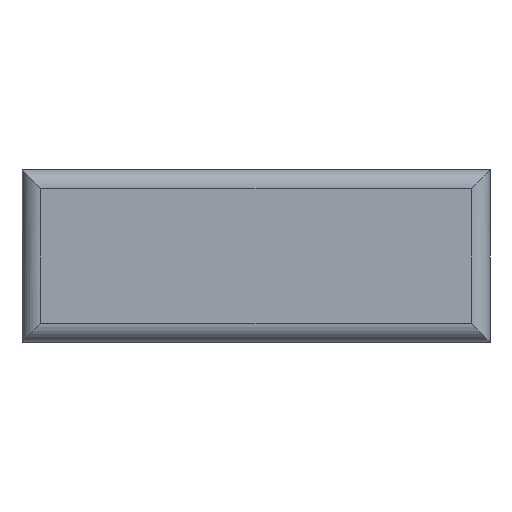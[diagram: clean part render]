
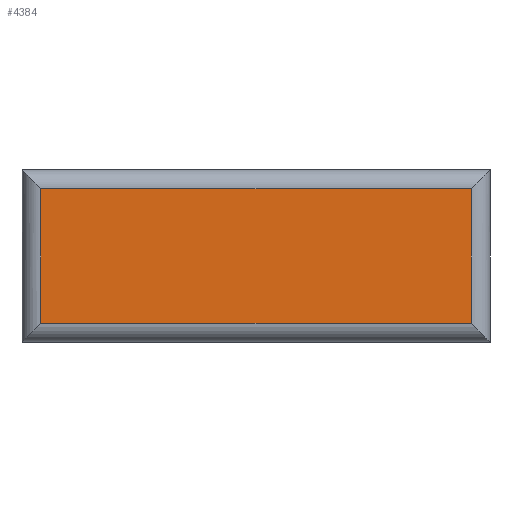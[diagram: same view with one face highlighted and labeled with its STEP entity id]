
A CAD part, left-side view. The second image highlights one B-rep face of the part: STEP entity #4384.
In plain terms, the highlighted planar face has unit normal (-1, 0, 0).
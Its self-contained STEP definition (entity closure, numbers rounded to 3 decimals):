
#78 = CARTESIAN_POINT ( 'NONE',  ( -1., 0., 0. ) ) ;
#165 = CARTESIAN_POINT ( 'NONE',  ( -1., 0.575, 0.405 ) ) ;
#395 = ORIENTED_EDGE ( 'NONE', *, *, #4243, .T. ) ;
#511 = CARTESIAN_POINT ( 'NONE',  ( -1., -0.625, 0.045 ) ) ;
#785 = VERTEX_POINT ( 'NONE', #7059 ) ;
#928 = VECTOR ( 'NONE', #2480, 1000. ) ;
#1122 = DIRECTION ( 'NONE',  ( 0., -1., 0. ) ) ;
#1519 = VERTEX_POINT ( 'NONE', #3556 ) ;
#1722 = LINE ( 'NONE', #4712, #5901 ) ;
#1863 = EDGE_LOOP ( 'NONE', ( #5442, #6302, #2836, #395 ) ) ;
#1903 = CARTESIAN_POINT ( 'NONE',  ( -1., 0.575, -0.005 ) ) ;
#2480 = DIRECTION ( 'NONE',  ( 0., 0., -1. ) ) ;
#2511 = LINE ( 'NONE', #4237, #6425 ) ;
#2836 = ORIENTED_EDGE ( 'NONE', *, *, #6194, .T. ) ;
#2842 = VECTOR ( 'NONE', #4929, 1000. ) ;
#2987 = EDGE_CURVE ( 'NONE', #6391, #1519, #1722, .T. ) ;
#3253 = LINE ( 'NONE', #1903, #928 ) ;
#3556 = CARTESIAN_POINT ( 'NONE',  ( -1., -0.575, 0.405 ) ) ;
#4237 = CARTESIAN_POINT ( 'NONE',  ( -1., 0.625, 0.405 ) ) ;
#4243 = EDGE_CURVE ( 'NONE', #6568, #785, #3253, .T. ) ;
#4384 = ADVANCED_FACE ( 'NONE', ( #5399 ), #6630, .T. ) ;
#4622 = LINE ( 'NONE', #511, #2842 ) ;
#4712 = CARTESIAN_POINT ( 'NONE',  ( -1., -0.575, 0.455 ) ) ;
#4929 = DIRECTION ( 'NONE',  ( 0., -1., 0. ) ) ;
#5242 = DIRECTION ( 'NONE',  ( 0., 0., 1. ) ) ;
#5346 = EDGE_CURVE ( 'NONE', #785, #6391, #4622, .T. ) ;
#5394 = CARTESIAN_POINT ( 'NONE',  ( -1., -0.575, 0.045 ) ) ;
#5399 = FACE_OUTER_BOUND ( 'NONE', #1863, .T. ) ;
#5442 = ORIENTED_EDGE ( 'NONE', *, *, #5346, .T. ) ;
#5621 = AXIS2_PLACEMENT_3D ( 'NONE', #78, #6049, #1122 ) ;
#5843 = DIRECTION ( 'NONE',  ( 0., 1., 0. ) ) ;
#5901 = VECTOR ( 'NONE', #5242, 1000. ) ;
#6049 = DIRECTION ( 'NONE',  ( -1., 0., 0. ) ) ;
#6194 = EDGE_CURVE ( 'NONE', #1519, #6568, #2511, .T. ) ;
#6302 = ORIENTED_EDGE ( 'NONE', *, *, #2987, .T. ) ;
#6391 = VERTEX_POINT ( 'NONE', #5394 ) ;
#6425 = VECTOR ( 'NONE', #5843, 1000. ) ;
#6568 = VERTEX_POINT ( 'NONE', #165 ) ;
#6630 = PLANE ( 'NONE',  #5621 ) ;
#7059 = CARTESIAN_POINT ( 'NONE',  ( -1., 0.575, 0.045 ) ) ;
